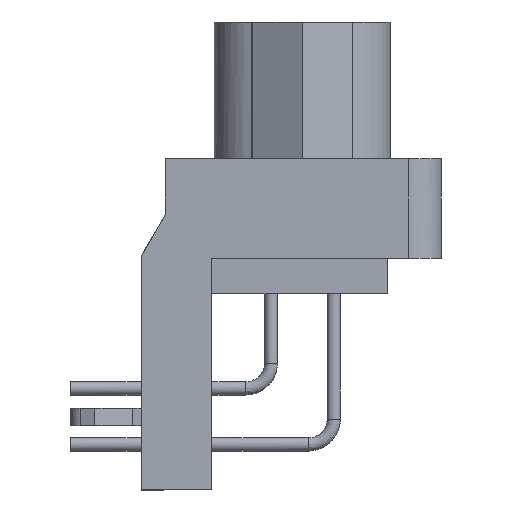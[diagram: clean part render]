
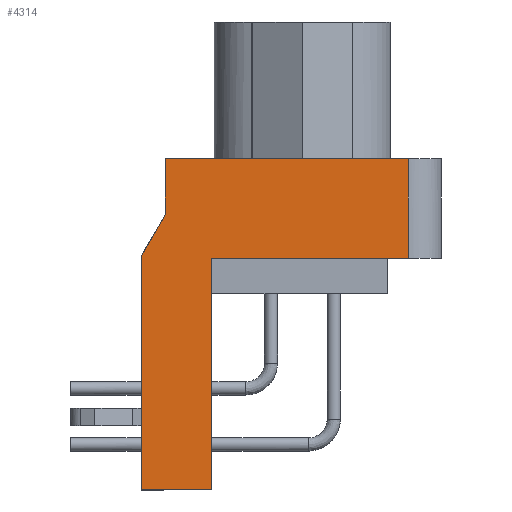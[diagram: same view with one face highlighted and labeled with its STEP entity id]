
A CAD part, left-side view. The second image highlights one B-rep face of the part: STEP entity #4314.
In plain terms, the highlighted free-form (B-spline) face has degree [1, 1] with [2, 2] control points.
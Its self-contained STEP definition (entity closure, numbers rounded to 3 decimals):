
#3854=CARTESIAN_POINT('V1',(-15.6,0.6,
   -14.5));
#3855=VERTEX_POINT('V1',#3854);
#3898=CARTESIAN_POINT('V12',(-15.6,0.6,
   -4.0));
#3899=VERTEX_POINT('V12',#3898);
#3905=CARTESIAN_POINT('E12',(-15.6,0.6,
   -14.5));
#3906=CARTESIAN_POINT('E12',(-15.6,0.6,
   -4.0));
#3907=QUASI_UNIFORM_CURVE('E12',1,(#3905,#3906),.POLYLINE_FORM.,.F.,
   .U.);
#3908=EDGE_CURVE('E12',#3855,#3899,#3907,.T.);
#4111=CARTESIAN_POINT('V31',(-15.6,3.8,
   -14.5));
#4112=VERTEX_POINT('V31',#4111);
#4128=CARTESIAN_POINT('E127',(-15.6,3.8,
   -14.5));
#4129=CARTESIAN_POINT('E127',(-15.6,0.6,
   -14.5));
#4130=QUASI_UNIFORM_CURVE('E127',1,(#4128,#4129),.POLYLINE_FORM.,.F.,
   .U.);
#4131=EDGE_CURVE('E127',#4112,#3855,#4130,.T.);
#4142=CARTESIAN_POINT('V33',(-15.6,3.8,
   -3.905));
#4143=VERTEX_POINT('V33',#4142);
#4144=CARTESIAN_POINT('E32',(-15.6,3.8,
   -3.905));
#4145=CARTESIAN_POINT('E32',(-15.6,3.8,
   -14.5));
#4146=QUASI_UNIFORM_CURVE('E32',1,(#4144,#4145),.POLYLINE_FORM.,.F.,
   .U.);
#4147=EDGE_CURVE('E32',#4143,#4112,#4146,.T.);
#4230=CARTESIAN_POINT('V119',(-15.6,2.7,
   -2.0));
#4231=VERTEX_POINT('V119',#4230);
#4232=CARTESIAN_POINT('E167',(-15.6,2.7,
   -2.0));
#4233=CARTESIAN_POINT('E167',(-15.6,3.8,
   -3.905));
#4234=QUASI_UNIFORM_CURVE('E167',1,(#4232,#4233),.POLYLINE_FORM.,.F.,
   .U.);
#4235=EDGE_CURVE('E167',#4231,#4143,#4234,.T.);
#4260=CARTESIAN_POINT('V136',(-15.6,2.7,
   0.5));
#4261=VERTEX_POINT('V136',#4260);
#4262=CARTESIAN_POINT('E197',(-15.6,2.7,
   -2.0));
#4263=CARTESIAN_POINT('E197',(-15.6,2.7,
   0.5));
#4264=QUASI_UNIFORM_CURVE('E197',1,(#4262,#4263),.POLYLINE_FORM.,.F.,
   .U.);
#4265=EDGE_CURVE('E197',#4231,#4261,#4264,.T.);
#4283=CARTESIAN_POINT('F65',(-15.6,4.58,
   -15.325));
#4284=CARTESIAN_POINT('F65',(-15.6,-10.58,
   -15.325));
#4285=CARTESIAN_POINT('F65',(-15.6,4.58,
   0.825));
#4286=CARTESIAN_POINT('F65',(-15.6,-10.58,
   0.825));
#4287=QUASI_UNIFORM_SURFACE('F65',1,1,((#4283,#4285),(#4284,#4286))
,.PLANE_SURF.,.F.,.F.,.U.);
#4288=CARTESIAN_POINT('V135',(-15.6,-8.3,
   0.5));
#4289=VERTEX_POINT('V135',#4288);
#4290=CARTESIAN_POINT('V128',(-15.6,-8.3,
   -4.0));
#4291=VERTEX_POINT('V128',#4290);
#4292=CARTESIAN_POINT('E194',(-15.6,-8.3,
   0.5));
#4293=CARTESIAN_POINT('E194',(-15.6,-8.3,
   -4.0));
#4294=QUASI_UNIFORM_CURVE('E194',1,(#4292,#4293),.POLYLINE_FORM.,.F.,
   .U.);
#4295=EDGE_CURVE('E194',#4289,#4291,#4294,.T.);
#4296=ORIENTED_EDGE('E194',*,*,#4295,.F.);
#4297=CARTESIAN_POINT('E196',(-15.6,-8.3,
   0.5));
#4298=CARTESIAN_POINT('E196',(-15.6,2.7,
   0.5));
#4299=B_SPLINE_CURVE_WITH_KNOTS('E196',1,(#4297,#4298),
   .POLYLINE_FORM.,.F.,.U.,(2,2),(0.0,22.0),.UNSPECIFIED.);
#4300=EDGE_CURVE('E196',#4289,#4261,#4299,.T.);
#4301=ORIENTED_EDGE('E196',*,*,#4300,.T.);
#4302=ORIENTED_EDGE('E197',*,*,#4265,.F.);
#4303=ORIENTED_EDGE('E167',*,*,#4235,.T.);
#4304=ORIENTED_EDGE('E32',*,*,#4147,.T.);
#4305=ORIENTED_EDGE('F38',*,*,#4131,.T.);
#4306=ORIENTED_EDGE('F1',*,*,#3908,.T.);
#4307=CARTESIAN_POINT('E183',(-15.6,0.6,
   -4.0));
#4308=CARTESIAN_POINT('E183',(-15.6,-8.3,
   -4.0));
#4309=B_SPLINE_CURVE_WITH_KNOTS('E183',1,(#4307,#4308),
   .POLYLINE_FORM.,.F.,.U.,(2,2),(0.144,1.0),
   .UNSPECIFIED.);
#4310=EDGE_CURVE('E183',#3899,#4291,#4309,.T.);
#4311=ORIENTED_EDGE('E183',*,*,#4310,.T.);
#4312=EDGE_LOOP('F65',(#4296,#4301,#4302,#4303,#4304,#4305,#4306,
   #4311));
#4313=FACE_OUTER_BOUND('F65',#4312,.T.);
#4314=ADVANCED_FACE('F65',(#4313),#4287,.T.);
